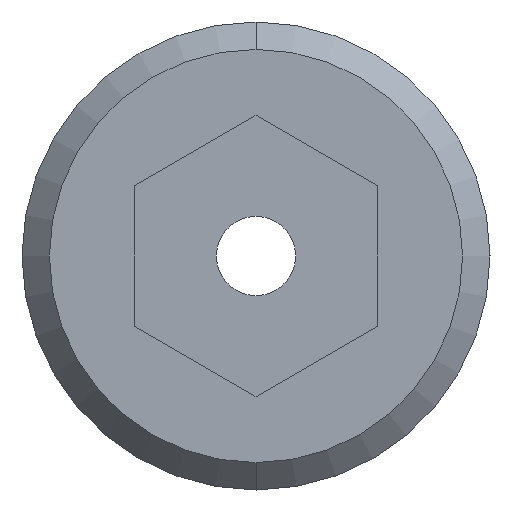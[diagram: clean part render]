
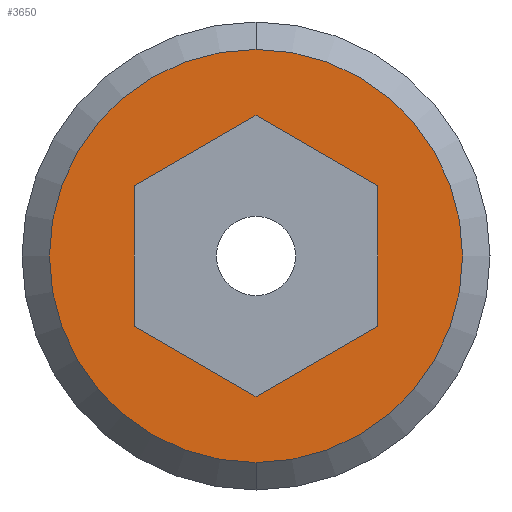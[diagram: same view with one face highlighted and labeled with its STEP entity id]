
A CAD part, left-side view. The second image highlights one B-rep face of the part: STEP entity #3650.
In plain terms, the highlighted planar face has unit normal (-1, 0, 0).
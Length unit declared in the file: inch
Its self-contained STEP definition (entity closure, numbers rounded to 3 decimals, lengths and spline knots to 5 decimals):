
#1517=CARTESIAN_POINT('',(-0.188,0.,0.));
#1518=DIRECTION('',(-1.,0.,0.));
#1519=DIRECTION('',(0.,1.,0.));
#1520=AXIS2_PLACEMENT_3D('',#1517,#1518,#1519);
#1535=DIRECTION('',(0.,0.5,0.866));
#1536=VECTOR('',#1535,0.09238);
#1537=CARTESIAN_POINT('',(-0.188,0.04619,-0.08));
#1538=LINE('',#1537,#1536);
#1539=DIRECTION('',(0.,1.,0.));
#1540=VECTOR('',#1539,0.09238);
#1541=CARTESIAN_POINT('',(-0.188,-0.04619,-0.08));
#1542=LINE('',#1541,#1540);
#1543=DIRECTION('',(0.,0.5,-0.866));
#1544=VECTOR('',#1543,0.09238);
#1545=CARTESIAN_POINT('',(-0.188,-0.09238,0.));
#1546=LINE('',#1545,#1544);
#1547=DIRECTION('',(0.,-0.5,-0.866));
#1548=VECTOR('',#1547,0.09238);
#1549=CARTESIAN_POINT('',(-0.188,-0.04619,0.08));
#1550=LINE('',#1549,#1548);
#1551=DIRECTION('',(0.,-1.,0.));
#1552=VECTOR('',#1551,0.09238);
#1553=CARTESIAN_POINT('',(-0.188,0.04619,0.08));
#1554=LINE('',#1553,#1552);
#1555=DIRECTION('',(0.,-0.5,0.866));
#1556=VECTOR('',#1555,0.09238);
#1557=CARTESIAN_POINT('',(-0.188,0.09238,0.));
#1558=LINE('',#1557,#1556);
#1559=CARTESIAN_POINT('',(-0.188,0.,0.));
#1560=DIRECTION('',(1.,0.,0.));
#1561=DIRECTION('',(0.,1.,0.));
#1562=AXIS2_PLACEMENT_3D('',#1559,#1560,#1561);
#1683=CARTESIAN_POINT('',(-0.188,0.13575,0.));
#1684=CARTESIAN_POINT('',(-0.188,-0.13575,0.));
#1685=VERTEX_POINT('',#1683);
#1686=VERTEX_POINT('',#1684);
#1703=CARTESIAN_POINT('',(-0.188,0.04619,-0.08));
#1704=CARTESIAN_POINT('',(-0.188,0.09238,0.));
#1705=VERTEX_POINT('',#1703);
#1706=VERTEX_POINT('',#1704);
#1707=CARTESIAN_POINT('',(-0.188,-0.04619,-0.08));
#1708=VERTEX_POINT('',#1707);
#1709=CARTESIAN_POINT('',(-0.188,-0.09238,0.));
#1710=VERTEX_POINT('',#1709);
#1711=CARTESIAN_POINT('',(-0.188,-0.04619,0.08));
#1712=VERTEX_POINT('',#1711);
#1713=CARTESIAN_POINT('',(-0.188,0.04619,0.08));
#1714=VERTEX_POINT('',#1713);
#3626=CARTESIAN_POINT('',(-0.188,0.,0.));
#3627=DIRECTION('',(1.,0.,0.));
#3628=DIRECTION('',(0.,-1.,0.));
#3629=AXIS2_PLACEMENT_3D('',#3626,#3627,#3628);
#3630=PLANE('',#3629);
#3631=ORIENTED_EDGE('',*,*,#3616,.F.);
#3633=ORIENTED_EDGE('',*,*,#3632,.T.);
#3634=EDGE_LOOP('',(#3631,#3633));
#3635=FACE_OUTER_BOUND('',#3634,.F.);
#3637=ORIENTED_EDGE('',*,*,#3636,.F.);
#3639=ORIENTED_EDGE('',*,*,#3638,.F.);
#3641=ORIENTED_EDGE('',*,*,#3640,.F.);
#3643=ORIENTED_EDGE('',*,*,#3642,.F.);
#3645=ORIENTED_EDGE('',*,*,#3644,.F.);
#3647=ORIENTED_EDGE('',*,*,#3646,.F.);
#3648=EDGE_LOOP('',(#3637,#3639,#3641,#3643,#3645,#3647));
#3649=FACE_BOUND('',#3648,.F.);
#1521=CIRCLE('',#1520,0.13575);
#1563=CIRCLE('',#1562,0.13575);
#3616=EDGE_CURVE('',#1685,#1686,#1521,.T.);
#3632=EDGE_CURVE('',#1685,#1686,#1563,.T.);
#3636=EDGE_CURVE('',#1705,#1706,#1538,.T.);
#3638=EDGE_CURVE('',#1708,#1705,#1542,.T.);
#3640=EDGE_CURVE('',#1710,#1708,#1546,.T.);
#3642=EDGE_CURVE('',#1712,#1710,#1550,.T.);
#3644=EDGE_CURVE('',#1714,#1712,#1554,.T.);
#3646=EDGE_CURVE('',#1706,#1714,#1558,.T.);
#3650=ADVANCED_FACE('',(#3635,#3649),#3630,.F.);
